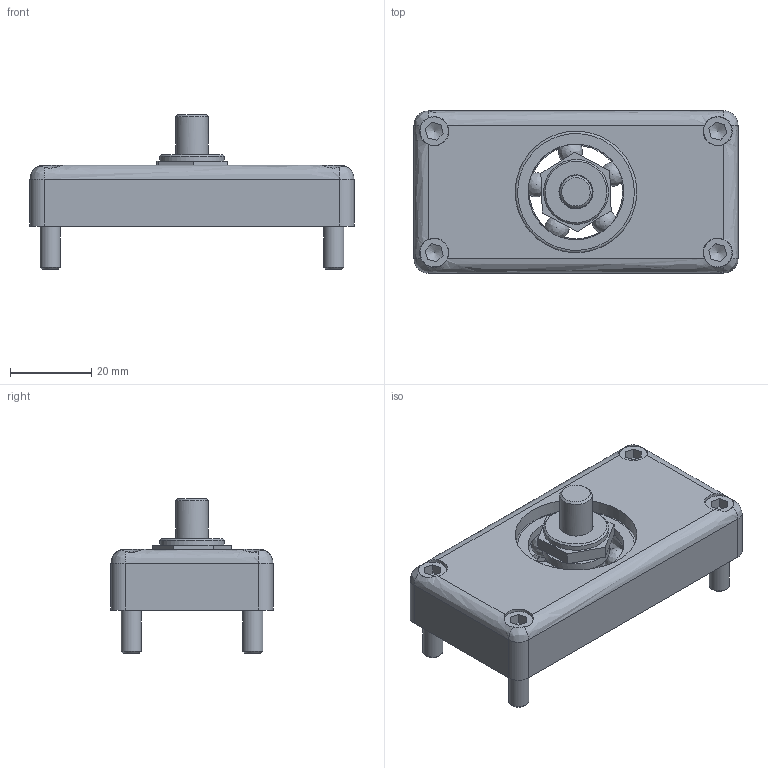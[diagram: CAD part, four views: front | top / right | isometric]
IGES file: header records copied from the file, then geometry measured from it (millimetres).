
Global section: file name: SZ3510V_A; native system: Autodesk Inventor 2015; preprocessor: unknown; author: Behrens; date: 20151118.143205; units: millimetre
Bounding box: 80 x 40 x 38.2 mm (x, y, z)
Volume: 43705.3 mm3; surface area: 18408.4 mm2
Topology: 8 solids, 8 shells, 147 faces, 408 edges, 277 vertices
Faces by surface type: bspline 147
